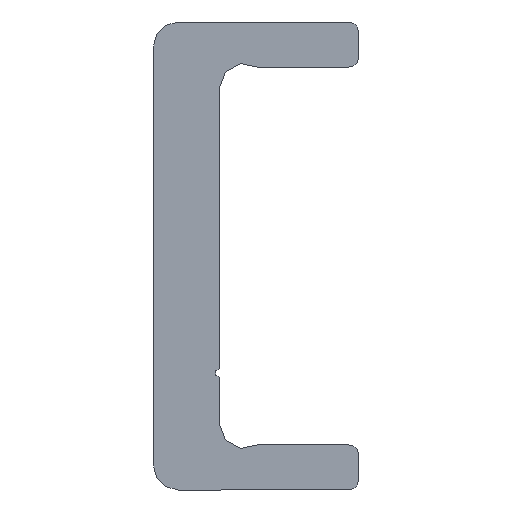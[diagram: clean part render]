
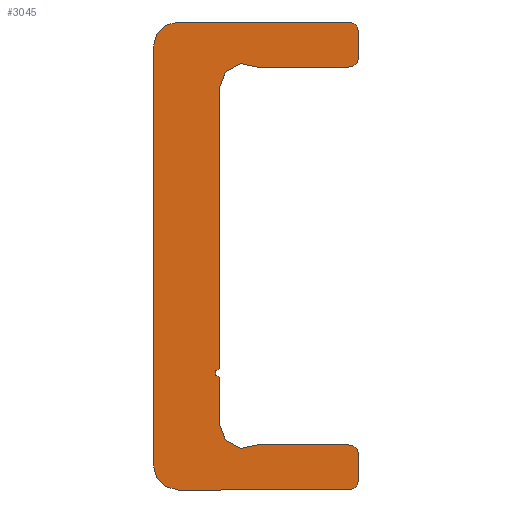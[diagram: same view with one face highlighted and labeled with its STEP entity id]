
A CAD part, left-side view. The second image highlights one B-rep face of the part: STEP entity #3045.
In plain terms, the highlighted planar face has unit normal (-1, 0, 0).
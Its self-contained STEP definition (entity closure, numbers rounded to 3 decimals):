
#2195=CARTESIAN_POINT('',(0.0,2.2,10.03));
#2196=VERTEX_POINT('',#2195);
#2203=CARTESIAN_POINT('',(0.0,2.2,-6.75));
#2204=VERTEX_POINT('',#2203);
#2205=CARTESIAN_POINT('',(0.0,2.2,10.03));
#2206=DIRECTION('',(0.0,0.0,-1.0));
#2207=VECTOR('',#2206,16.78);
#2208=LINE('',#2205,#2207);
#2209=EDGE_CURVE('',#2196,#2204,#2208,.T.);
#2366=CARTESIAN_POINT('',(0.0,-0.098,11.3));
#2367=VERTEX_POINT('',#2366);
#2374=CARTESIAN_POINT('',(0.0,0.7,10.03));
#2375=DIRECTION('',(-1.0,0.0,0.0));
#2376=DIRECTION('',(0.0,-1.0,0.0));
#2377=AXIS2_PLACEMENT_3D('',#2374,#2375,#2376);
#2378=CIRCLE('',#2377,1.5);
#2379=EDGE_CURVE('',#2367,#2196,#2378,.T.);
#2398=CARTESIAN_POINT('',(0.0,-5.55,11.3));
#2399=VERTEX_POINT('',#2398);
#2406=CARTESIAN_POINT('',(0.0,-5.55,11.3));
#2407=DIRECTION('',(0.0,1.0,0.0));
#2408=VECTOR('',#2407,5.452);
#2409=LINE('',#2406,#2408);
#2410=EDGE_CURVE('',#2399,#2367,#2409,.T.);
#2430=CARTESIAN_POINT('',(0.0,-6.15,11.9));
#2431=VERTEX_POINT('',#2430);
#2438=CARTESIAN_POINT('',(0.0,-5.55,11.9));
#2439=DIRECTION('',(1.0,0.0,0.0));
#2440=DIRECTION('',(0.0,-1.0,0.0));
#2441=AXIS2_PLACEMENT_3D('',#2438,#2439,#2440);
#2442=CIRCLE('',#2441,0.6);
#2443=EDGE_CURVE('',#2431,#2399,#2442,.T.);
#2462=CARTESIAN_POINT('',(0.0,-6.15,13.4));
#2463=VERTEX_POINT('',#2462);
#2470=CARTESIAN_POINT('',(0.0,-6.15,13.4));
#2471=DIRECTION('',(0.0,0.0,-1.0));
#2472=VECTOR('',#2471,1.5);
#2473=LINE('',#2470,#2472);
#2474=EDGE_CURVE('',#2463,#2431,#2473,.T.);
#2494=CARTESIAN_POINT('',(0.0,-5.55,14.));
#2495=VERTEX_POINT('',#2494);
#2502=CARTESIAN_POINT('',(0.0,-5.55,13.4));
#2503=DIRECTION('',(1.0,0.0,0.0));
#2504=DIRECTION('',(0.0,0.0,1.0));
#2505=AXIS2_PLACEMENT_3D('',#2502,#2503,#2504);
#2506=CIRCLE('',#2505,0.6);
#2507=EDGE_CURVE('',#2495,#2463,#2506,.T.);
#2526=CARTESIAN_POINT('',(0.0,4.65,14.));
#2527=VERTEX_POINT('',#2526);
#2534=CARTESIAN_POINT('',(0.0,4.65,14.));
#2535=DIRECTION('',(0.0,-1.0,0.0));
#2536=VECTOR('',#2535,10.2);
#2537=LINE('',#2534,#2536);
#2538=EDGE_CURVE('',#2527,#2495,#2537,.T.);
#2558=CARTESIAN_POINT('',(0.0,6.15,12.5));
#2559=VERTEX_POINT('',#2558);
#2566=CARTESIAN_POINT('',(0.0,4.65,12.5));
#2567=DIRECTION('',(1.0,0.0,0.0));
#2568=DIRECTION('',(0.0,1.0,0.0));
#2569=AXIS2_PLACEMENT_3D('',#2566,#2567,#2568);
#2570=CIRCLE('',#2569,1.5);
#2571=EDGE_CURVE('',#2559,#2527,#2570,.T.);
#2590=CARTESIAN_POINT('',(0.0,6.15,-12.5));
#2591=VERTEX_POINT('',#2590);
#2598=CARTESIAN_POINT('',(0.0,6.15,-12.5));
#2599=DIRECTION('',(0.0,0.0,1.0));
#2600=VECTOR('',#2599,25.);
#2601=LINE('',#2598,#2600);
#2602=EDGE_CURVE('',#2591,#2559,#2601,.T.);
#2754=CARTESIAN_POINT('',(0.0,4.65,-14.));
#2755=VERTEX_POINT('',#2754);
#2762=CARTESIAN_POINT('',(0.0,4.65,-12.5));
#2763=DIRECTION('',(1.0,0.0,0.0));
#2764=DIRECTION('',(0.0,0.0,-1.0));
#2765=AXIS2_PLACEMENT_3D('',#2762,#2763,#2764);
#2766=CIRCLE('',#2765,1.5);
#2767=EDGE_CURVE('',#2755,#2591,#2766,.T.);
#2786=CARTESIAN_POINT('',(0.0,-5.55,-14.));
#2787=VERTEX_POINT('',#2786);
#2794=CARTESIAN_POINT('',(0.0,-5.55,-14.));
#2795=DIRECTION('',(0.0,1.0,0.0));
#2796=VECTOR('',#2795,10.2);
#2797=LINE('',#2794,#2796);
#2798=EDGE_CURVE('',#2787,#2755,#2797,.T.);
#2818=CARTESIAN_POINT('',(0.0,-6.15,-13.4));
#2819=VERTEX_POINT('',#2818);
#2826=CARTESIAN_POINT('',(0.0,-5.55,-13.4));
#2827=DIRECTION('',(1.0,0.0,0.0));
#2828=DIRECTION('',(0.0,-1.0,0.0));
#2829=AXIS2_PLACEMENT_3D('',#2826,#2827,#2828);
#2830=CIRCLE('',#2829,0.6);
#2831=EDGE_CURVE('',#2819,#2787,#2830,.T.);
#2850=CARTESIAN_POINT('',(0.0,-6.15,-11.9));
#2851=VERTEX_POINT('',#2850);
#2858=CARTESIAN_POINT('',(0.0,-6.15,-11.9));
#2859=DIRECTION('',(0.0,0.0,-1.0));
#2860=VECTOR('',#2859,1.5);
#2861=LINE('',#2858,#2860);
#2862=EDGE_CURVE('',#2851,#2819,#2861,.T.);
#2882=CARTESIAN_POINT('',(0.0,-5.55,-11.3));
#2883=VERTEX_POINT('',#2882);
#2890=CARTESIAN_POINT('',(0.0,-5.55,-11.9));
#2891=DIRECTION('',(1.0,0.0,0.0));
#2892=DIRECTION('',(0.0,0.0,1.0));
#2893=AXIS2_PLACEMENT_3D('',#2890,#2891,#2892);
#2894=CIRCLE('',#2893,0.6);
#2895=EDGE_CURVE('',#2883,#2851,#2894,.T.);
#2914=CARTESIAN_POINT('',(0.0,-0.098,-11.3));
#2915=VERTEX_POINT('',#2914);
#2922=CARTESIAN_POINT('',(0.0,-0.098,-11.3));
#2923=DIRECTION('',(0.0,-1.0,0.0));
#2924=VECTOR('',#2923,5.452);
#2925=LINE('',#2922,#2924);
#2926=EDGE_CURVE('',#2915,#2883,#2925,.T.);
#2946=CARTESIAN_POINT('',(0.0,2.2,-10.03));
#2947=VERTEX_POINT('',#2946);
#2954=CARTESIAN_POINT('',(0.0,0.7,-10.03));
#2955=DIRECTION('',(-1.0,0.0,0.0));
#2956=DIRECTION('',(0.0,0.532,0.847));
#2957=AXIS2_PLACEMENT_3D('',#2954,#2955,#2956);
#2958=CIRCLE('',#2957,1.5);
#2959=EDGE_CURVE('',#2947,#2915,#2958,.T.);
#2978=CARTESIAN_POINT('',(0.0,2.2,-7.25));
#2979=VERTEX_POINT('',#2978);
#2986=CARTESIAN_POINT('',(0.0,2.2,-7.25));
#2987=DIRECTION('',(0.0,0.0,-1.0));
#2988=VECTOR('',#2987,2.78);
#2989=LINE('',#2986,#2988);
#2990=EDGE_CURVE('',#2979,#2947,#2989,.T.);
#3009=CARTESIAN_POINT('',(0.0,2.2,-7.));
#3010=DIRECTION('',(-1.0,0.0,0.0));
#3011=DIRECTION('',(0.0,0.0,1.0));
#3012=AXIS2_PLACEMENT_3D('',#3009,#3010,#3011);
#3013=CIRCLE('',#3012,0.25);
#3014=EDGE_CURVE('',#2204,#2979,#3013,.T.);
#3020=CARTESIAN_POINT('',(0.0,1.611,-0.021));
#3021=DIRECTION('',(1.0,0.0,0.0));
#3022=DIRECTION('',(0.0,0.0,-1.0));
#3023=AXIS2_PLACEMENT_3D('',#3020,#3021,#3022);
#3024=PLANE('',#3023);
#3025=ORIENTED_EDGE('',*,*,#3014,.F.);
#3026=ORIENTED_EDGE('',*,*,#2209,.F.);
#3027=ORIENTED_EDGE('',*,*,#2379,.F.);
#3028=ORIENTED_EDGE('',*,*,#2410,.F.);
#3029=ORIENTED_EDGE('',*,*,#2443,.F.);
#3030=ORIENTED_EDGE('',*,*,#2474,.F.);
#3031=ORIENTED_EDGE('',*,*,#2507,.F.);
#3032=ORIENTED_EDGE('',*,*,#2538,.F.);
#3033=ORIENTED_EDGE('',*,*,#2571,.F.);
#3034=ORIENTED_EDGE('',*,*,#2602,.F.);
#3035=ORIENTED_EDGE('',*,*,#2767,.F.);
#3036=ORIENTED_EDGE('',*,*,#2798,.F.);
#3037=ORIENTED_EDGE('',*,*,#2831,.F.);
#3038=ORIENTED_EDGE('',*,*,#2862,.F.);
#3039=ORIENTED_EDGE('',*,*,#2895,.F.);
#3040=ORIENTED_EDGE('',*,*,#2926,.F.);
#3041=ORIENTED_EDGE('',*,*,#2959,.F.);
#3042=ORIENTED_EDGE('',*,*,#2990,.F.);
#3043=EDGE_LOOP('',(#3025,#3026,#3027,#3028,#3029,#3030,#3031,#3032,#3033,#3034,#3035,#3036,#3037,#3038,#3039,#3040,#3041,#3042));
#3044=FACE_OUTER_BOUND('',#3043,.T.);
#3045=ADVANCED_FACE('',(#3044),#3024,.F.);
